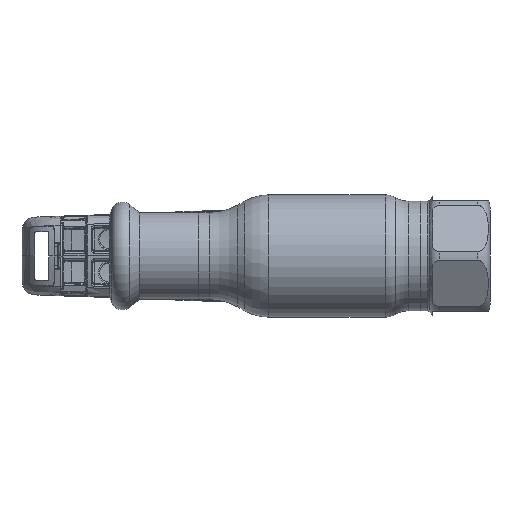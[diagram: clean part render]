
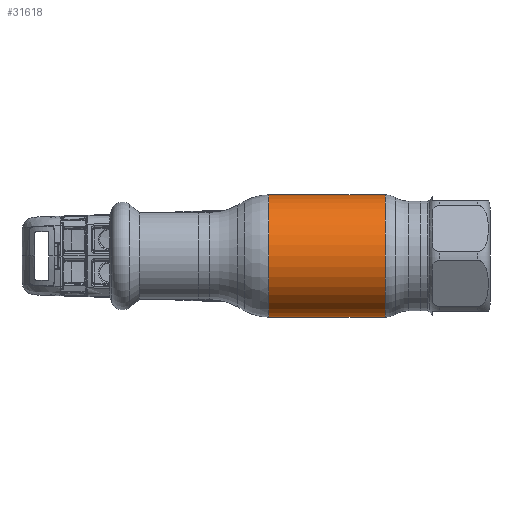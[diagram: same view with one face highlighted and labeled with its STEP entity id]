
A CAD part, front view. The second image highlights one B-rep face of the part: STEP entity #31618.
In plain terms, the highlighted cylindrical face has radius 15 mm (diameter 30 mm), a partial arc.
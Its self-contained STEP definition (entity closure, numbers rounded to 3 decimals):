
#2541 = CARTESIAN_POINT ( 'NONE',  ( -62.69, 0., 15. ) ) ;
#2679 = CARTESIAN_POINT ( 'NONE',  ( -62.69, 0., -15. ) ) ;
#6031 = VERTEX_POINT ( 'NONE', #16410 ) ;
#6218 = EDGE_LOOP ( 'NONE', ( #36586, #34421, #16314, #8372 ) ) ;
#7274 = DIRECTION ( 'NONE',  ( 0., 0., 1. ) ) ;
#7940 = CARTESIAN_POINT ( 'NONE',  ( -14.285, 0., 0. ) ) ;
#8027 = DIRECTION ( 'NONE',  ( -1., 0., 0. ) ) ;
#8372 = ORIENTED_EDGE ( 'NONE', *, *, #22976, .F. ) ;
#11219 = EDGE_CURVE ( 'NONE', #53451, #36518, #59400, .T. ) ;
#11851 = CARTESIAN_POINT ( 'NONE',  ( -14.285, 0., -15. ) ) ;
#12736 = DIRECTION ( 'NONE',  ( 0., 0., 1. ) ) ;
#15003 = AXIS2_PLACEMENT_3D ( 'NONE', #7940, #32618, #7274 ) ;
#16314 = ORIENTED_EDGE ( 'NONE', *, *, #31374, .T. ) ;
#16410 = CARTESIAN_POINT ( 'NONE',  ( -14.285, 0., 15. ) ) ;
#19410 = CARTESIAN_POINT ( 'NONE',  ( -62.69, 0., 0. ) ) ;
#19837 = DIRECTION ( 'NONE',  ( 0., 0., 1. ) ) ;
#22976 = EDGE_CURVE ( 'NONE', #40439, #6031, #52668, .T. ) ;
#25063 = AXIS2_PLACEMENT_3D ( 'NONE', #19410, #50992, #19837 ) ;
#25287 = LINE ( 'NONE', #2541, #34037 ) ;
#25538 = CARTESIAN_POINT ( 'NONE',  ( 14.285, 0., 15. ) ) ;
#28861 = AXIS2_PLACEMENT_3D ( 'NONE', #53247, #33203, #12736 ) ;
#31374 = EDGE_CURVE ( 'NONE', #36518, #6031, #25287, .T. ) ;
#31618 = ADVANCED_FACE ( 'NONE', ( #42791 ), #57165, .T. ) ;
#32618 = DIRECTION ( 'NONE',  ( -1., 0., 0. ) ) ;
#33203 = DIRECTION ( 'NONE',  ( -1., 0., 0. ) ) ;
#34037 = VECTOR ( 'NONE', #48567, 1000. ) ;
#34421 = ORIENTED_EDGE ( 'NONE', *, *, #11219, .T. ) ;
#36518 = VERTEX_POINT ( 'NONE', #25538 ) ;
#36586 = ORIENTED_EDGE ( 'NONE', *, *, #48545, .F. ) ;
#40439 = VERTEX_POINT ( 'NONE', #11851 ) ;
#41343 = VECTOR ( 'NONE', #8027, 1000. ) ;
#42791 = FACE_OUTER_BOUND ( 'NONE', #6218, .T. ) ;
#48545 = EDGE_CURVE ( 'NONE', #53451, #40439, #51703, .T. ) ;
#48567 = DIRECTION ( 'NONE',  ( -1., 0., 0. ) ) ;
#50992 = DIRECTION ( 'NONE',  ( -1., 0., 0. ) ) ;
#51703 = LINE ( 'NONE', #2679, #41343 ) ;
#52668 = CIRCLE ( 'NONE', #15003, 15. ) ;
#53247 = CARTESIAN_POINT ( 'NONE',  ( 14.285, 0., 0. ) ) ;
#53451 = VERTEX_POINT ( 'NONE', #55174 ) ;
#55174 = CARTESIAN_POINT ( 'NONE',  ( 14.285, 0., -15. ) ) ;
#57165 = CYLINDRICAL_SURFACE ( 'NONE', #25063, 15. ) ;
#59400 = CIRCLE ( 'NONE', #28861, 15. ) ;
